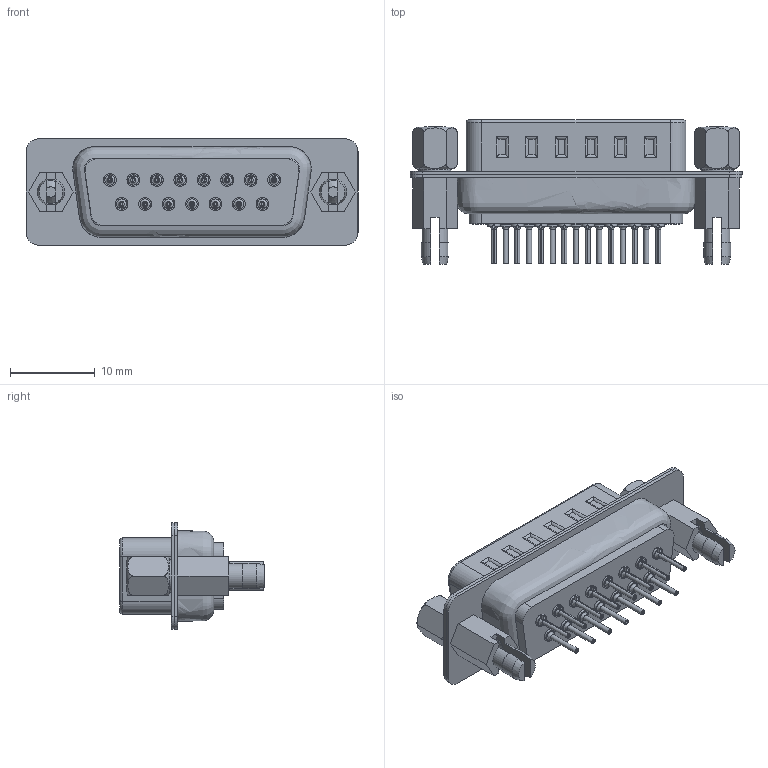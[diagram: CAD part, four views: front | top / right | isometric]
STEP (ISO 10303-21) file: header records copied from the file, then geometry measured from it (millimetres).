
FILE_DESCRIPTION(/* description */ ('Unknown'),/* implementation_level */ '2;1');
FILE_NAME(/* name */ '61801529221',/* time_stamp */ '2020-06-02T15:43:23+02:00',/* author */ ('Unknown'),/* organization */ ('Unknown'),/* preprocessor_version */ 'ST-DEVELOPER v16.7',/* originating_system */ 'DEX',/* authorisation */ $);
FILE_SCHEMA (('AUTOMOTIVE_DESIGN {1 0 10303 214 3 1 1}'));
Length unit declared in the file: millimetre
Products named in the file (8): 6180xx29221; 61801529221_INTER_ARRIERE; 61801529221_INTER_FACADE; 61801529221_ARRIERE; 61801529221_FACADE; 6180xx29221_Pin; 6180xx29y21_VISSE; 6180xx29y21_CLIP
Assembly tree (23 placements, depth 2):
  6180xx29221
    61801529221_INTER_ARRIERE
    61801529221_INTER_FACADE
    61801529221_ARRIERE
    61801529221_FACADE
    6180xx29221_Pin  x15
    6180xx29y21_VISSE  x2
    6180xx29y21_CLIP  x2
Bounding box: 39.2 x 17.05 x 12.55 mm (x, y, z)
Volume: 2089.7 mm3; surface area: 6518.8 mm2
Topology: 23 solids, 23 shells, 1096 faces, 2943 edges, 1917 vertices
Faces by surface type: plane 637, cylinder 358, cone 42, torus 31, sphere 15, bspline 13
Full cylindrical faces by diameter (mm): 1 x15, 1.5 x15, 2.75 x2, 2.85 x2, 3 x4, 3.1 x2, 3.8 x2
Entity records: 21228 total; most frequent: CARTESIAN_POINT 10605, DIRECTION 2173, ORIENTED_EDGE 1956, EDGE_CURVE 978, AXIS2_PLACEMENT_3D 811, VERTEX_POINT 671, FACE_BOUND 575, EDGE_LOOP 574
